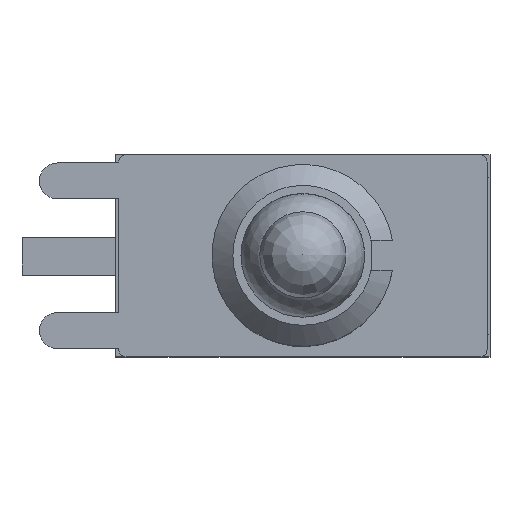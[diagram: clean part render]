
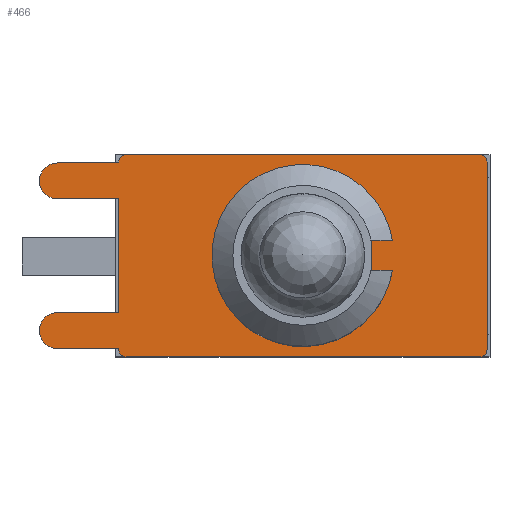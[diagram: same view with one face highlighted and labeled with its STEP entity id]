
A CAD part, top view. The second image highlights one B-rep face of the part: STEP entity #466.
In plain terms, the highlighted planar face has unit normal (0, 0, 1).
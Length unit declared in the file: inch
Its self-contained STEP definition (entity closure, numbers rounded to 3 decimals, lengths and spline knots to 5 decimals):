
#290=CARTESIAN_POINT('',(0.27596,0.14854,0.36969));
#291=DIRECTION('',(0.0,0.0,1.0));
#292=DIRECTION('',(1.0,0.0,0.0));
#293=AXIS2_PLACEMENT_3D('',#290,#291,#292);
#294=PLANE('',#293);
#295=CARTESIAN_POINT('',(-0.24606,0.1252,0.36969));
#296=VERTEX_POINT('',#295);
#297=CARTESIAN_POINT('',(-0.23622,0.13504,0.36969));
#298=VERTEX_POINT('',#297);
#299=CARTESIAN_POINT('',(-0.23622,0.1252,0.36969));
#300=DIRECTION('',(0.0,0.0,-1.0));
#301=DIRECTION('',(-0.707,0.707,0.0));
#302=AXIS2_PLACEMENT_3D('',#299,#300,#301);
#303=CIRCLE('',#302,0.00984);
#304=EDGE_CURVE('',#296,#298,#303,.T.);
#305=ORIENTED_EDGE('',*,*,#304,.F.);
#306=CARTESIAN_POINT('',(-0.24606,0.12402,0.36969));
#307=VERTEX_POINT('',#306);
#308=CARTESIAN_POINT('',(-0.24606,0.12402,0.36969));
#309=DIRECTION('',(0.0,1.0,0.0));
#310=VECTOR('',#309,0.00118);
#311=LINE('',#308,#310);
#312=EDGE_CURVE('',#307,#296,#311,.T.);
#313=ORIENTED_EDGE('',*,*,#312,.F.);
#314=CARTESIAN_POINT('',(-0.32795,0.12402,0.36969));
#315=VERTEX_POINT('',#314);
#316=CARTESIAN_POINT('',(-0.32795,0.12402,0.36969));
#317=DIRECTION('',(1.0,0.0,0.0));
#318=VECTOR('',#317,0.08189);
#319=LINE('',#316,#318);
#320=EDGE_CURVE('',#315,#307,#319,.T.);
#321=ORIENTED_EDGE('',*,*,#320,.F.);
#322=CARTESIAN_POINT('',(-0.32795,0.07598,0.36969));
#323=VERTEX_POINT('',#322);
#324=CARTESIAN_POINT('',(-0.32795,0.1,0.36969));
#325=DIRECTION('',(0.0,0.0,-1.0));
#326=DIRECTION('',(0.0,1.0,0.0));
#327=AXIS2_PLACEMENT_3D('',#324,#325,#326);
#328=CIRCLE('',#327,0.02402);
#329=EDGE_CURVE('',#323,#315,#328,.T.);
#330=ORIENTED_EDGE('',*,*,#329,.F.);
#331=CARTESIAN_POINT('',(-0.24606,0.07598,0.36969));
#332=VERTEX_POINT('',#331);
#333=CARTESIAN_POINT('',(-0.24606,0.07598,0.36969));
#334=DIRECTION('',(-1.0,0.0,0.0));
#335=VECTOR('',#334,0.08189);
#336=LINE('',#333,#335);
#337=EDGE_CURVE('',#332,#323,#336,.T.);
#338=ORIENTED_EDGE('',*,*,#337,.F.);
#339=CARTESIAN_POINT('',(-0.24606,-0.07598,0.36969));
#340=VERTEX_POINT('',#339);
#341=CARTESIAN_POINT('',(-0.24606,-0.07598,0.36969));
#342=DIRECTION('',(0.0,1.0,0.0));
#343=VECTOR('',#342,0.15197);
#344=LINE('',#341,#343);
#345=EDGE_CURVE('',#340,#332,#344,.T.);
#346=ORIENTED_EDGE('',*,*,#345,.F.);
#347=CARTESIAN_POINT('',(-0.32795,-0.07598,0.36969));
#348=VERTEX_POINT('',#347);
#349=CARTESIAN_POINT('',(-0.32795,-0.07598,0.36969));
#350=DIRECTION('',(1.0,0.0,0.0));
#351=VECTOR('',#350,0.08189);
#352=LINE('',#349,#351);
#353=EDGE_CURVE('',#348,#340,#352,.T.);
#354=ORIENTED_EDGE('',*,*,#353,.F.);
#355=CARTESIAN_POINT('',(-0.32795,-0.12402,0.36969));
#356=VERTEX_POINT('',#355);
#357=CARTESIAN_POINT('',(-0.32795,-0.1,0.36969));
#358=DIRECTION('',(0.0,0.0,-1.0));
#359=DIRECTION('',(0.0,1.0,0.0));
#360=AXIS2_PLACEMENT_3D('',#357,#358,#359);
#361=CIRCLE('',#360,0.02402);
#362=EDGE_CURVE('',#356,#348,#361,.T.);
#363=ORIENTED_EDGE('',*,*,#362,.F.);
#364=CARTESIAN_POINT('',(-0.24606,-0.12402,0.36969));
#365=VERTEX_POINT('',#364);
#366=CARTESIAN_POINT('',(-0.24606,-0.12402,0.36969));
#367=DIRECTION('',(-1.0,0.0,0.0));
#368=VECTOR('',#367,0.08189);
#369=LINE('',#366,#368);
#370=EDGE_CURVE('',#365,#356,#369,.T.);
#371=ORIENTED_EDGE('',*,*,#370,.F.);
#372=CARTESIAN_POINT('',(-0.24606,-0.1252,0.36969));
#373=VERTEX_POINT('',#372);
#374=CARTESIAN_POINT('',(-0.24606,-0.1252,0.36969));
#375=DIRECTION('',(0.0,1.0,0.0));
#376=VECTOR('',#375,0.00118);
#377=LINE('',#374,#376);
#378=EDGE_CURVE('',#373,#365,#377,.T.);
#379=ORIENTED_EDGE('',*,*,#378,.F.);
#380=CARTESIAN_POINT('',(-0.23622,-0.13504,0.36969));
#381=VERTEX_POINT('',#380);
#382=CARTESIAN_POINT('',(-0.23622,-0.1252,0.36969));
#383=DIRECTION('',(0.0,0.0,-1.0));
#384=DIRECTION('',(-0.707,-0.707,0.0));
#385=AXIS2_PLACEMENT_3D('',#382,#383,#384);
#386=CIRCLE('',#385,0.00984);
#387=EDGE_CURVE('',#381,#373,#386,.T.);
#388=ORIENTED_EDGE('',*,*,#387,.F.);
#389=CARTESIAN_POINT('',(0.23622,-0.13504,0.36969));
#390=VERTEX_POINT('',#389);
#391=CARTESIAN_POINT('',(0.23622,-0.13504,0.36969));
#392=DIRECTION('',(-1.0,0.0,0.0));
#393=VECTOR('',#392,0.47244);
#394=LINE('',#391,#393);
#395=EDGE_CURVE('',#390,#381,#394,.T.);
#396=ORIENTED_EDGE('',*,*,#395,.F.);
#397=CARTESIAN_POINT('',(0.24606,-0.1252,0.36969));
#398=VERTEX_POINT('',#397);
#399=CARTESIAN_POINT('',(0.23622,-0.1252,0.36969));
#400=DIRECTION('',(0.0,0.0,-1.0));
#401=DIRECTION('',(0.707,-0.707,0.0));
#402=AXIS2_PLACEMENT_3D('',#399,#400,#401);
#403=CIRCLE('',#402,0.00984);
#404=EDGE_CURVE('',#398,#390,#403,.T.);
#405=ORIENTED_EDGE('',*,*,#404,.F.);
#406=CARTESIAN_POINT('',(0.24606,0.1252,0.36969));
#407=VERTEX_POINT('',#406);
#408=CARTESIAN_POINT('',(0.24606,0.1252,0.36969));
#409=DIRECTION('',(0.0,-1.0,0.0));
#410=VECTOR('',#409,0.25039);
#411=LINE('',#408,#410);
#412=EDGE_CURVE('',#407,#398,#411,.T.);
#413=ORIENTED_EDGE('',*,*,#412,.F.);
#414=CARTESIAN_POINT('',(0.23622,0.13504,0.36969));
#415=VERTEX_POINT('',#414);
#416=CARTESIAN_POINT('',(0.23622,0.1252,0.36969));
#417=DIRECTION('',(0.0,0.0,-1.0));
#418=DIRECTION('',(0.707,0.707,0.0));
#419=AXIS2_PLACEMENT_3D('',#416,#417,#418);
#420=CIRCLE('',#419,0.00984);
#421=EDGE_CURVE('',#415,#407,#420,.T.);
#422=ORIENTED_EDGE('',*,*,#421,.F.);
#423=CARTESIAN_POINT('',(-0.23622,0.13504,0.36969));
#424=DIRECTION('',(1.0,0.0,0.0));
#425=VECTOR('',#424,0.47244);
#426=LINE('',#423,#425);
#427=EDGE_CURVE('',#298,#415,#426,.T.);
#428=ORIENTED_EDGE('',*,*,#427,.F.);
#429=EDGE_LOOP('',(#305,#313,#321,#330,#338,#346,#354,#363,#371,#379,#388,#396,#405,#413,#422,#428));
#430=FACE_OUTER_BOUND('',#429,.T.);
#431=CARTESIAN_POINT('',(0.09183,-0.02008,0.36969));
#432=VERTEX_POINT('',#431);
#433=CARTESIAN_POINT('',(0.09183,0.02008,0.36969));
#434=VERTEX_POINT('',#433);
#435=CARTESIAN_POINT('',(0.09183,-0.02008,0.36969));
#436=DIRECTION('',(0.0,1.0,0.0));
#437=VECTOR('',#436,0.04016);
#438=LINE('',#435,#437);
#439=EDGE_CURVE('',#432,#434,#438,.T.);
#440=ORIENTED_EDGE('',*,*,#439,.F.);
#441=CARTESIAN_POINT('',(0.11979,-0.02008,0.36969));
#442=VERTEX_POINT('',#441);
#443=CARTESIAN_POINT('',(0.11979,-0.02008,0.36969));
#444=DIRECTION('',(-1.0,0.0,0.0));
#445=VECTOR('',#444,0.02795);
#446=LINE('',#443,#445);
#447=EDGE_CURVE('',#442,#432,#446,.T.);
#448=ORIENTED_EDGE('',*,*,#447,.F.);
#449=CARTESIAN_POINT('',(0.11979,0.02008,0.36969));
#450=VERTEX_POINT('',#449);
#451=CARTESIAN_POINT('',(0.,0.,0.36969));
#452=DIRECTION('',(0.0,0.0,1.0));
#453=DIRECTION('',(0.986,0.165,0.0));
#454=AXIS2_PLACEMENT_3D('',#451,#452,#453);
#455=CIRCLE('',#454,0.12146);
#456=EDGE_CURVE('',#450,#442,#455,.T.);
#457=ORIENTED_EDGE('',*,*,#456,.F.);
#458=CARTESIAN_POINT('',(0.09183,0.02008,0.36969));
#459=DIRECTION('',(1.0,0.0,0.0));
#460=VECTOR('',#459,0.02795);
#461=LINE('',#458,#460);
#462=EDGE_CURVE('',#434,#450,#461,.T.);
#463=ORIENTED_EDGE('',*,*,#462,.F.);
#464=EDGE_LOOP('',(#440,#448,#457,#463));
#465=FACE_BOUND('',#464,.T.);
#466=ADVANCED_FACE('',(#430,#465),#294,.T.);
